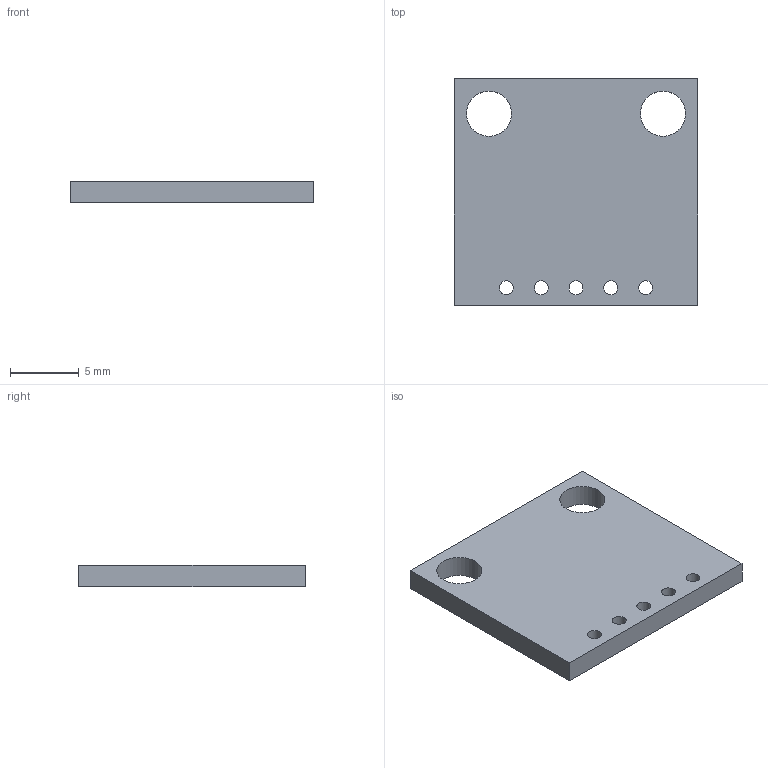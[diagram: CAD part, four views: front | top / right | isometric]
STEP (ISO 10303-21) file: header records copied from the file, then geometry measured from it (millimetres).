
FILE_DESCRIPTION(('KiCad electronic assembly'),'2;1');
FILE_NAME('kicadBoard.step','2022-11-06T21:31:23',('Pcbnew'),('Kicad'), 'Open CASCADE STEP processor 7.6','KiCad to STEP converter','Unknown' );
FILE_SCHEMA(('AUTOMOTIVE_DESIGN { 1 0 10303 214 1 1 1 1 }'));
Length unit declared in the file: millimetre
Products named in the file (2): kicadBoard 1; _autosave-kicadBoard PCB
Assembly tree (1 placements, depth 2):
  kicadBoard 1
    _autosave-kicadBoard PCB
Bounding box: 17.78 x 16.51 x 1.6 mm (x, y, z)
Volume: 435.5 mm3; surface area: 712.8 mm2
Topology: 1 solids, 1 shells, 13 faces, 33 edges, 22 vertices
Faces by surface type: cylinder 7, plane 6
Full cylindrical faces by diameter (mm): 1.016 x5, 3.302 x2
Entity records: 905 total; most frequent: DIRECTION 143, CARTESIAN_POINT 136, LINE 71, VECTOR 71, ORIENTED_EDGE 66, PCURVE 66, DEFINITIONAL_REPRESENTATION 66, EDGE_CURVE 33
